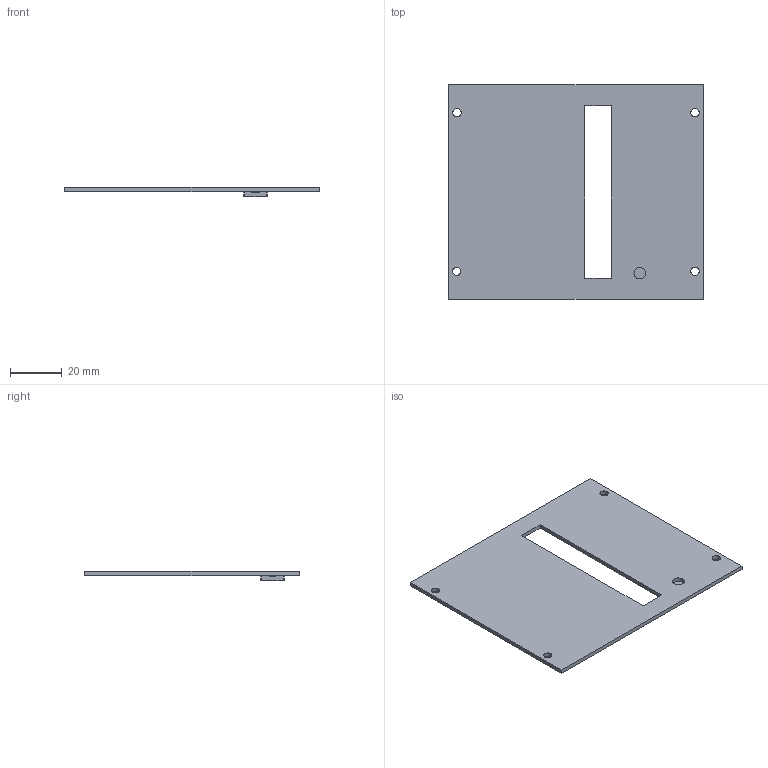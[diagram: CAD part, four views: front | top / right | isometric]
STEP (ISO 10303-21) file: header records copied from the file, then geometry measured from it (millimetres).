
FILE_DESCRIPTION(('KiCad electronic assembly'),'2;1');
FILE_NAME('Magnetometer_A.step','2021-05-04T12:07:33',('An Author'),( 'A Company'),'Open CASCADE STEP processor 6.9', 'KiCad to STEP converter','Unknown');
FILE_SCHEMA(('AUTOMOTIVE_DESIGN { 1 0 10303 214 1 1 1 1 }'));
Length unit declared in the file: millimetre
Products named in the file (4): Open CASCADE STEP translator 6.9 1; Buzzer_Murata_PKMCS0909E4000-R1; SOLID; COMPOUND
Assembly tree (3 placements, depth 3):
  Open CASCADE STEP translator 6.9 1
    Buzzer_Murata_PKMCS0909E4000-R1
      SOLID
    COMPOUND
Bounding box: 98 x 82.6 x 3.58 mm (x, y, z)
Volume: 11946.2 mm3; surface area: 15881.7 mm2
Topology: 2 solids, 2 shells, 56 faces, 146 edges, 92 vertices
Faces by surface type: plane 34, cylinder 18, sphere 4
Full cylindrical faces by diameter (mm): 0.5 x1, 3.2 x4, 4.5 x1
Entity records: 4058 total; most frequent: CARTESIAN_POINT 776, DIRECTION 561, LINE 362, VECTOR 362, ORIENTED_EDGE 284, PCURVE 284, DEFINITIONAL_REPRESENTATION 284, EDGE_CURVE 142
